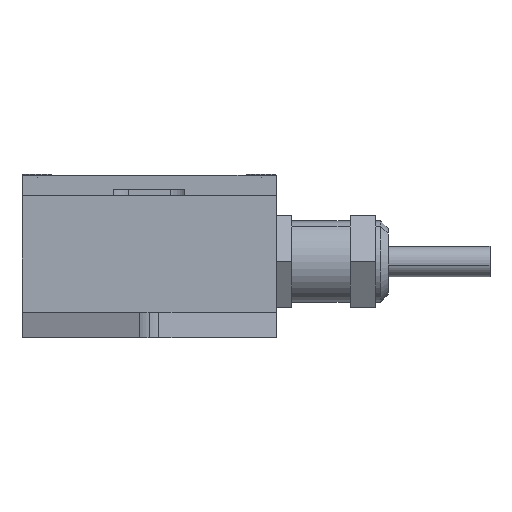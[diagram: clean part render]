
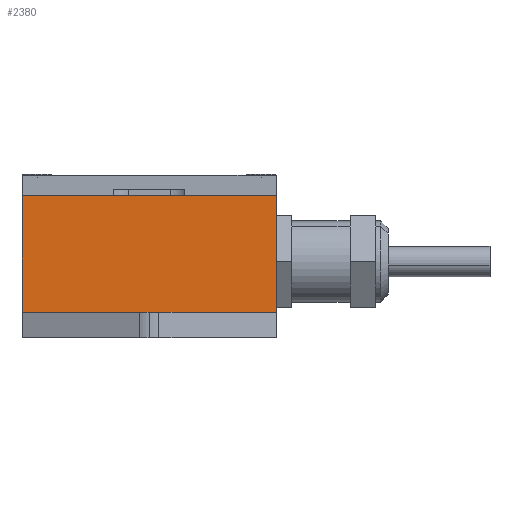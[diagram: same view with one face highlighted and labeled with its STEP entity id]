
A CAD part, left-side view. The second image highlights one B-rep face of the part: STEP entity #2380.
In plain terms, the highlighted planar face has unit normal (-1, 0, 0).
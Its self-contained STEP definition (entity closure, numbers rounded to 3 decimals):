
#253 = DIRECTION ( 'NONE',  ( 0., 0., 1. ) ) ;
#755 = CARTESIAN_POINT ( 'NONE',  ( 12.6, 50., 5. ) ) ;
#1019 = CARTESIAN_POINT ( 'NONE',  ( 12.6, 50., 5. ) ) ;
#1772 = LINE ( 'NONE', #12335, #28199 ) ;
#2082 = AXIS2_PLACEMENT_3D ( 'NONE', #5335, #20313, #29279 ) ;
#2380 = ADVANCED_FACE ( 'NONE', ( #13409 ), #7103, .T. ) ;
#2722 = VERTEX_POINT ( 'NONE', #22883 ) ;
#2873 = VERTEX_POINT ( 'NONE', #755 ) ;
#3024 = VECTOR ( 'NONE', #24027, 1000. ) ;
#5335 = CARTESIAN_POINT ( 'NONE',  ( 12.6, 0., 0. ) ) ;
#6030 = EDGE_CURVE ( 'NONE', #21287, #24083, #1772, .T. ) ;
#6040 = CARTESIAN_POINT ( 'NONE',  ( 12.6, 0., 28. ) ) ;
#7103 = PLANE ( 'NONE',  #2082 ) ;
#8681 = LINE ( 'NONE', #1019, #3024 ) ;
#10488 = CARTESIAN_POINT ( 'NONE',  ( 12.6, 50., 5. ) ) ;
#12335 = CARTESIAN_POINT ( 'NONE',  ( 12.6, 0., 28. ) ) ;
#12747 = CARTESIAN_POINT ( 'NONE',  ( 12.6, 50., 28. ) ) ;
#13409 = FACE_OUTER_BOUND ( 'NONE', #29302, .T. ) ;
#17867 = EDGE_CURVE ( 'NONE', #2722, #21287, #18156, .T. ) ;
#18156 = LINE ( 'NONE', #30721, #20981 ) ;
#20313 = DIRECTION ( 'NONE',  ( -1., 0., 0. ) ) ;
#20954 = ORIENTED_EDGE ( 'NONE', *, *, #6030, .T. ) ;
#20981 = VECTOR ( 'NONE', #32889, 1000. ) ;
#21287 = VERTEX_POINT ( 'NONE', #6040 ) ;
#22067 = VECTOR ( 'NONE', #253, 1000. ) ;
#22883 = CARTESIAN_POINT ( 'NONE',  ( 12.6, 0., 5. ) ) ;
#24027 = DIRECTION ( 'NONE',  ( 0., -1., 0. ) ) ;
#24083 = VERTEX_POINT ( 'NONE', #12747 ) ;
#24121 = EDGE_CURVE ( 'NONE', #2873, #24083, #30475, .T. ) ;
#24861 = DIRECTION ( 'NONE',  ( 0., 1., 0. ) ) ;
#28199 = VECTOR ( 'NONE', #24861, 1000. ) ;
#28844 = EDGE_CURVE ( 'NONE', #2873, #2722, #8681, .T. ) ;
#29279 = DIRECTION ( 'NONE',  ( 0., 0., 1. ) ) ;
#29302 = EDGE_LOOP ( 'NONE', ( #32388, #31952, #20954, #30616 ) ) ;
#30475 = LINE ( 'NONE', #10488, #22067 ) ;
#30616 = ORIENTED_EDGE ( 'NONE', *, *, #24121, .F. ) ;
#30721 = CARTESIAN_POINT ( 'NONE',  ( 12.6, 0., 5. ) ) ;
#31952 = ORIENTED_EDGE ( 'NONE', *, *, #17867, .T. ) ;
#32388 = ORIENTED_EDGE ( 'NONE', *, *, #28844, .T. ) ;
#32889 = DIRECTION ( 'NONE',  ( 0., 0., 1. ) ) ;
